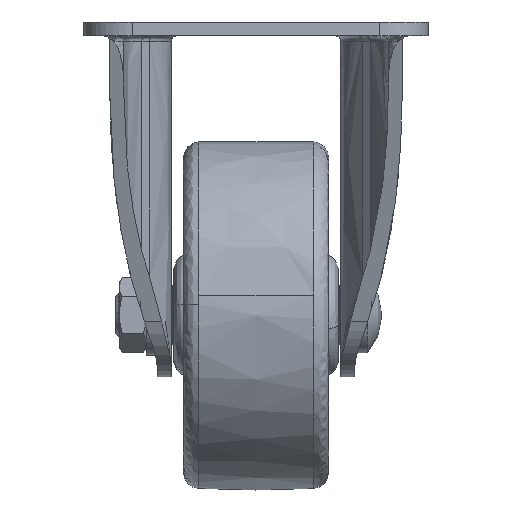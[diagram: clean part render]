
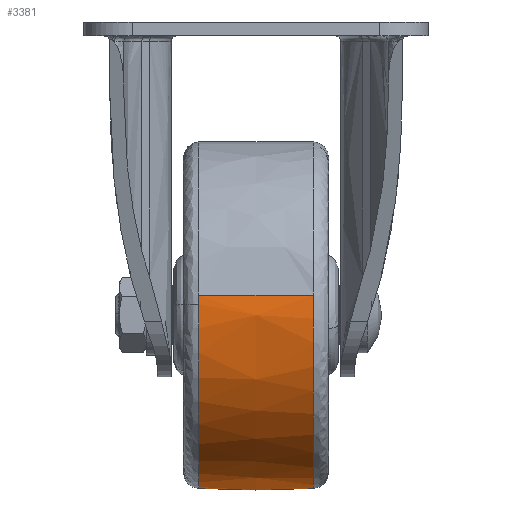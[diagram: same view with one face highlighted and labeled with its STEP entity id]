
A CAD part, left-side view. The second image highlights one B-rep face of the part: STEP entity #3381.
In plain terms, the highlighted free-form (B-spline) face has degree [2, 2] with [3, 9] control points.
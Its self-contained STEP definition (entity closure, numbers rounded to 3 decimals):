
#2270=CARTESIAN_POINT('',(8.717,-10.66,-85.514));
#2271=VERTEX_POINT('',#2270);
#2285=CARTESIAN_POINT('',(32.193,-10.66,-53.286));
#2286=VERTEX_POINT('',#2285);
#2287=CARTESIAN_POINT('',(8.717,-10.66,-85.514));
#2288=CARTESIAN_POINT('',(32.216,-10.66,-78.909));
#2289=CARTESIAN_POINT('',(32.216,-10.66,-54.5));
#2290=CARTESIAN_POINT('',(32.216,-10.66,-53.893));
#2291=CARTESIAN_POINT('',(32.193,-10.66,-53.286));
#2299=(BOUNDED_CURVE()B_SPLINE_CURVE(2,(#2287,#2288,#2289,#2290,#2291),.UNSPECIFIED.,.F.,.U.)B_SPLINE_CURVE_WITH_KNOTS((3,2,3),(0.046,0.25,0.257),.UNSPECIFIED.)CURVE()GEOMETRIC_REPRESENTATION_ITEM()RATIONAL_B_SPLINE_CURVE((0.912,0.761,1.0,0.992,0.985))REPRESENTATION_ITEM(''));
#2300=EDGE_CURVE('',#2271,#2286,#2299,.T.);
#2399=CARTESIAN_POINT('',(0.0,-10.66,-22.284));
#2400=VERTEX_POINT('',#2399);
#2401=CARTESIAN_POINT('',(32.193,-10.66,-53.286));
#2402=CARTESIAN_POINT('',(31.024,-10.66,-22.284));
#2403=CARTESIAN_POINT('',(0.0,-10.66,-22.284));
#2411=(BOUNDED_CURVE()B_SPLINE_CURVE(2,(#2401,#2402,#2403),.UNSPECIFIED.,.F.,.U.)B_SPLINE_CURVE_WITH_KNOTS((3,3),(0.257,0.5),.UNSPECIFIED.)CURVE()GEOMETRIC_REPRESENTATION_ITEM()RATIONAL_B_SPLINE_CURVE((0.985,0.715,1.0))REPRESENTATION_ITEM(''));
#2412=EDGE_CURVE('',#2286,#2400,#2411,.T.);
#2414=CARTESIAN_POINT('',(-32.,-10.66,-50.78));
#2415=VERTEX_POINT('',#2414);
#2429=CARTESIAN_POINT('',(0.0,-10.66,-86.716));
#2430=VERTEX_POINT('',#2429);
#2431=CARTESIAN_POINT('',(-32.,-10.66,-50.78));
#2432=CARTESIAN_POINT('',(-32.216,-10.66,-52.634));
#2433=CARTESIAN_POINT('',(-32.216,-10.66,-54.5));
#2434=CARTESIAN_POINT('',(-32.216,-10.66,-86.716));
#2435=CARTESIAN_POINT('',(0.0,-10.66,-86.716));
#2443=(BOUNDED_CURVE()B_SPLINE_CURVE(2,(#2431,#2432,#2433,#2434,#2435),.UNSPECIFIED.,.F.,.U.)B_SPLINE_CURVE_WITH_KNOTS((3,2,3),(0.73,0.75,1.0),.UNSPECIFIED.)CURVE()GEOMETRIC_REPRESENTATION_ITEM()RATIONAL_B_SPLINE_CURVE((0.957,0.977,1.0,0.707,1.0))REPRESENTATION_ITEM(''));
#2444=EDGE_CURVE('',#2415,#2430,#2443,.T.);
#2446=CARTESIAN_POINT('',(0.0,-10.66,-86.716));
#2447=CARTESIAN_POINT('',(4.441,-10.66,-86.716));
#2448=CARTESIAN_POINT('',(8.717,-10.66,-85.514));
#2456=(BOUNDED_CURVE()B_SPLINE_CURVE(2,(#2446,#2447,#2448),.UNSPECIFIED.,.F.,.U.)B_SPLINE_CURVE_WITH_KNOTS((3,3),(0.0,0.046),.UNSPECIFIED.)CURVE()GEOMETRIC_REPRESENTATION_ITEM()RATIONAL_B_SPLINE_CURVE((1.0,0.946,0.912))REPRESENTATION_ITEM(''));
#2457=EDGE_CURVE('',#2430,#2271,#2456,.T.);
#2492=CARTESIAN_POINT('',(31.984,10.66,-58.358));
#2493=VERTEX_POINT('',#2492);
#2494=CARTESIAN_POINT('',(0.0,10.66,-22.284));
#2495=VERTEX_POINT('',#2494);
#2496=CARTESIAN_POINT('',(31.984,10.66,-58.358));
#2497=CARTESIAN_POINT('',(32.216,10.66,-56.436));
#2498=CARTESIAN_POINT('',(32.216,10.66,-54.5));
#2499=CARTESIAN_POINT('',(32.216,10.66,-22.284));
#2500=CARTESIAN_POINT('',(0.0,10.66,-22.284));
#2508=(BOUNDED_CURVE()B_SPLINE_CURVE(2,(#2496,#2497,#2498,#2499,#2500),.UNSPECIFIED.,.F.,.U.)B_SPLINE_CURVE_WITH_KNOTS((3,2,3),(0.229,0.25,0.5),.UNSPECIFIED.)CURVE()GEOMETRIC_REPRESENTATION_ITEM()RATIONAL_B_SPLINE_CURVE((0.955,0.976,1.0,0.707,1.0))REPRESENTATION_ITEM(''));
#2509=EDGE_CURVE('',#2493,#2495,#2508,.T.);
#2558=CARTESIAN_POINT('',(-32.152,10.66,-52.477));
#2559=VERTEX_POINT('',#2558);
#2573=CARTESIAN_POINT('',(-32.,10.66,-50.78));
#2574=VERTEX_POINT('',#2573);
#2575=CARTESIAN_POINT('',(-32.,10.66,-50.78));
#2576=CARTESIAN_POINT('',(-32.099,10.66,-51.627));
#2577=CARTESIAN_POINT('',(-32.152,10.66,-52.477));
#2585=(BOUNDED_CURVE()B_SPLINE_CURVE(2,(#2575,#2576,#2577),.UNSPECIFIED.,.F.,.U.)B_SPLINE_CURVE_WITH_KNOTS((3,3),(0.73,0.739),.UNSPECIFIED.)CURVE()GEOMETRIC_REPRESENTATION_ITEM()RATIONAL_B_SPLINE_CURVE((0.957,0.966,0.975))REPRESENTATION_ITEM(''));
#2586=EDGE_CURVE('',#2574,#2559,#2585,.T.);
#2627=CARTESIAN_POINT('',(0.0,10.66,-86.716));
#2628=VERTEX_POINT('',#2627);
#2629=CARTESIAN_POINT('',(0.0,10.66,-86.716));
#2630=CARTESIAN_POINT('',(28.563,10.66,-86.716));
#2631=CARTESIAN_POINT('',(31.984,10.66,-58.358));
#2639=(BOUNDED_CURVE()B_SPLINE_CURVE(2,(#2629,#2630,#2631),.UNSPECIFIED.,.F.,.U.)B_SPLINE_CURVE_WITH_KNOTS((3,3),(0.0,0.229),.UNSPECIFIED.)CURVE()GEOMETRIC_REPRESENTATION_ITEM()RATIONAL_B_SPLINE_CURVE((1.0,0.731,0.955))REPRESENTATION_ITEM(''));
#2640=EDGE_CURVE('',#2628,#2493,#2639,.T.);
#2642=CARTESIAN_POINT('',(-32.152,10.66,-52.477));
#2643=CARTESIAN_POINT('',(-32.216,10.66,-53.488));
#2644=CARTESIAN_POINT('',(-32.216,10.66,-54.5));
#2645=CARTESIAN_POINT('',(-32.216,10.66,-86.716));
#2646=CARTESIAN_POINT('',(0.0,10.66,-86.716));
#2654=(BOUNDED_CURVE()B_SPLINE_CURVE(2,(#2642,#2643,#2644,#2645,#2646),.UNSPECIFIED.,.F.,.U.)B_SPLINE_CURVE_WITH_KNOTS((3,2,3),(0.739,0.75,1.0),.UNSPECIFIED.)CURVE()GEOMETRIC_REPRESENTATION_ITEM()RATIONAL_B_SPLINE_CURVE((0.975,0.987,1.0,0.707,1.0))REPRESENTATION_ITEM(''));
#2655=EDGE_CURVE('',#2559,#2628,#2654,.T.);
#3310=CARTESIAN_POINT('',(-31.941,-11.723,-50.787));
#3311=CARTESIAN_POINT('',(-32.625,0.,-50.708));
#3312=CARTESIAN_POINT('',(-31.941,11.723,-50.787));
#3313=CARTESIAN_POINT('',(-32.156,-11.723,-52.637));
#3314=CARTESIAN_POINT('',(-32.844,0.,-52.597));
#3315=CARTESIAN_POINT('',(-32.156,11.723,-52.637));
#3316=CARTESIAN_POINT('',(-32.156,-11.723,-54.5));
#3317=CARTESIAN_POINT('',(-32.844,0.,-54.5));
#3318=CARTESIAN_POINT('',(-32.156,11.723,-54.5));
#3319=CARTESIAN_POINT('',(-32.156,-11.723,-86.656));
#3320=CARTESIAN_POINT('',(-32.844,0.,-87.344));
#3321=CARTESIAN_POINT('',(-32.156,11.723,-86.656));
#3322=CARTESIAN_POINT('',(0.0,-11.723,-86.656));
#3323=CARTESIAN_POINT('',(0.0,0.,-87.344));
#3324=CARTESIAN_POINT('',(0.0,11.723,-86.656));
#3325=CARTESIAN_POINT('',(32.156,-11.723,-86.656));
#3326=CARTESIAN_POINT('',(32.844,0.,-87.344));
#3327=CARTESIAN_POINT('',(32.156,11.723,-86.656));
#3328=CARTESIAN_POINT('',(32.156,-11.723,-54.5));
#3329=CARTESIAN_POINT('',(32.844,0.,-54.5));
#3330=CARTESIAN_POINT('',(32.156,11.723,-54.5));
#3331=CARTESIAN_POINT('',(32.156,-11.723,-22.344));
#3332=CARTESIAN_POINT('',(32.844,0.,-21.656));
#3333=CARTESIAN_POINT('',(32.156,11.723,-22.344));
#3334=CARTESIAN_POINT('',(0.0,-11.723,-22.344));
#3335=CARTESIAN_POINT('',(0.0,0.,-21.656));
#3336=CARTESIAN_POINT('',(0.0,11.723,-22.344));
#3344=(BOUNDED_SURFACE()B_SPLINE_SURFACE(2,2,((#3310,#3313,#3316,#3319,#3322,#3325,#3328,#3331,#3334),(#3311,#3314,#3317,#3320,#3323,#3326,#3329,#3332,#3335),(#3312,#3315,#3318,#3321,#3324,#3327,#3330,#3333,#3336)),.UNSPECIFIED.,.F.,.F.,.U.)B_SPLINE_SURFACE_WITH_KNOTS((3,3),(3,2,2,2,3),(0.0,23.466),(0.0,4.308,58.156,112.003,165.851),.UNSPECIFIED.)GEOMETRIC_REPRESENTATION_ITEM()RATIONAL_B_SPLINE_SURFACE(((0.88,0.898,0.92,0.65,0.92,0.65,0.92,0.65,0.92),(0.878,0.896,0.918,0.649,0.918,0.649,0.918,0.649,0.918),(0.88,0.898,0.92,0.65,0.92,0.65,0.92,0.65,0.92)))REPRESENTATION_ITEM('')SURFACE());
#3345=ORIENTED_EDGE('',*,*,#2444,.F.);
#3346=CARTESIAN_POINT('',(-32.,-10.66,-50.78));
#3347=CARTESIAN_POINT('',(-32.565,0.,-50.715));
#3348=CARTESIAN_POINT('',(-32.,10.66,-50.78));
#3356=(BOUNDED_CURVE()B_SPLINE_CURVE(2,(#3346,#3347,#3348),.UNSPECIFIED.,.F.,.U.)B_SPLINE_CURVE_WITH_KNOTS((3,3),(0.455,0.545),.UNSPECIFIED.)CURVE()GEOMETRIC_REPRESENTATION_ITEM()RATIONAL_B_SPLINE_CURVE((0.88,0.879,0.88))REPRESENTATION_ITEM(''));
#3357=EDGE_CURVE('',#2415,#2574,#3356,.T.);
#3358=ORIENTED_EDGE('',*,*,#3357,.T.);
#3359=ORIENTED_EDGE('',*,*,#2586,.T.);
#3360=ORIENTED_EDGE('',*,*,#2655,.T.);
#3361=ORIENTED_EDGE('',*,*,#2640,.T.);
#3362=ORIENTED_EDGE('',*,*,#2509,.T.);
#3363=CARTESIAN_POINT('',(0.0,-10.66,-22.284));
#3364=CARTESIAN_POINT('',(0.0,0.,-21.715));
#3365=CARTESIAN_POINT('',(0.0,10.66,-22.284));
#3373=(BOUNDED_CURVE()B_SPLINE_CURVE(2,(#3363,#3364,#3365),.UNSPECIFIED.,.F.,.U.)B_SPLINE_CURVE_WITH_KNOTS((3,3),(0.455,0.545),.UNSPECIFIED.)CURVE()GEOMETRIC_REPRESENTATION_ITEM()RATIONAL_B_SPLINE_CURVE((0.919,0.918,0.919))REPRESENTATION_ITEM(''));
#3374=EDGE_CURVE('',#2400,#2495,#3373,.T.);
#3375=ORIENTED_EDGE('',*,*,#3374,.F.);
#3376=ORIENTED_EDGE('',*,*,#2412,.F.);
#3377=ORIENTED_EDGE('',*,*,#2300,.F.);
#3378=ORIENTED_EDGE('',*,*,#2457,.F.);
#3379=EDGE_LOOP('',(#3345,#3358,#3359,#3360,#3361,#3362,#3375,#3376,#3377,#3378));
#3380=FACE_OUTER_BOUND('',#3379,.T.);
#3381=ADVANCED_FACE('',(#3380),#3344,.T.);
